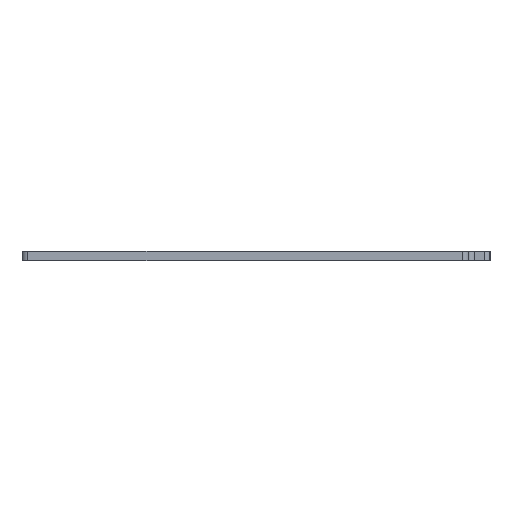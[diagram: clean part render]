
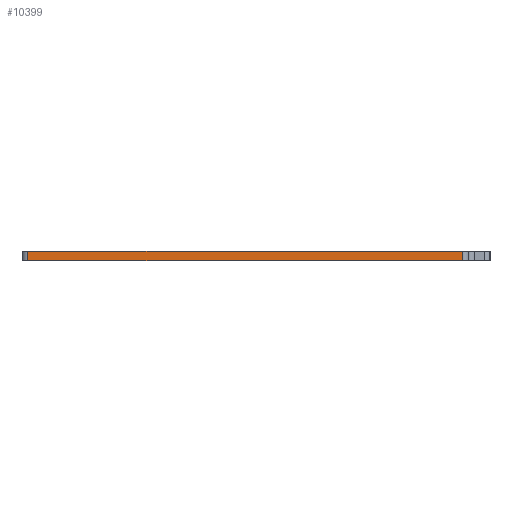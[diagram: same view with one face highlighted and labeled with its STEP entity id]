
A CAD part, left-side view. The second image highlights one B-rep face of the part: STEP entity #10399.
In plain terms, the highlighted planar face has unit normal (-1, 0, 0).
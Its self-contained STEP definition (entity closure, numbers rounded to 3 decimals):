
#351 = VERTEX_POINT('',#352);
#352 = CARTESIAN_POINT('',(66.,-155.25,0.));
#359 = EDGE_CURVE('',#351,#360,#362,.T.);
#360 = VERTEX_POINT('',#361);
#361 = CARTESIAN_POINT('',(66.,-79.75,0.));
#362 = LINE('',#363,#364);
#363 = CARTESIAN_POINT('',(66.,-155.25,0.));
#364 = VECTOR('',#365,1.);
#365 = DIRECTION('',(0.,1.,0.));
#5464 = VERTEX_POINT('',#5465);
#5465 = CARTESIAN_POINT('',(66.,-155.25,1.6));
#5472 = EDGE_CURVE('',#5464,#5473,#5475,.T.);
#5473 = VERTEX_POINT('',#5474);
#5474 = CARTESIAN_POINT('',(66.,-79.75,1.6));
#5475 = LINE('',#5476,#5477);
#5476 = CARTESIAN_POINT('',(66.,-155.25,1.6));
#5477 = VECTOR('',#5478,1.);
#5478 = DIRECTION('',(0.,1.,0.));
#10369 = EDGE_CURVE('',#360,#5473,#10370,.T.);
#10370 = LINE('',#10371,#10372);
#10371 = CARTESIAN_POINT('',(66.,-79.75,0.));
#10372 = VECTOR('',#10373,1.);
#10373 = DIRECTION('',(0.,0.,1.));
#10399 = ADVANCED_FACE('',(#10400),#10411,.T.);
#10400 = FACE_BOUND('',#10401,.T.);
#10401 = EDGE_LOOP('',(#10402,#10408,#10409,#10410));
#10402 = ORIENTED_EDGE('',*,*,#10403,.T.);
#10403 = EDGE_CURVE('',#351,#5464,#10404,.T.);
#10404 = LINE('',#10405,#10406);
#10405 = CARTESIAN_POINT('',(66.,-155.25,0.));
#10406 = VECTOR('',#10407,1.);
#10407 = DIRECTION('',(0.,0.,1.));
#10408 = ORIENTED_EDGE('',*,*,#5472,.T.);
#10409 = ORIENTED_EDGE('',*,*,#10369,.F.);
#10410 = ORIENTED_EDGE('',*,*,#359,.F.);
#10411 = PLANE('',#10412);
#10412 = AXIS2_PLACEMENT_3D('',#10413,#10414,#10415);
#10413 = CARTESIAN_POINT('',(66.,-155.25,0.));
#10414 = DIRECTION('',(-1.,0.,0.));
#10415 = DIRECTION('',(0.,1.,0.));
